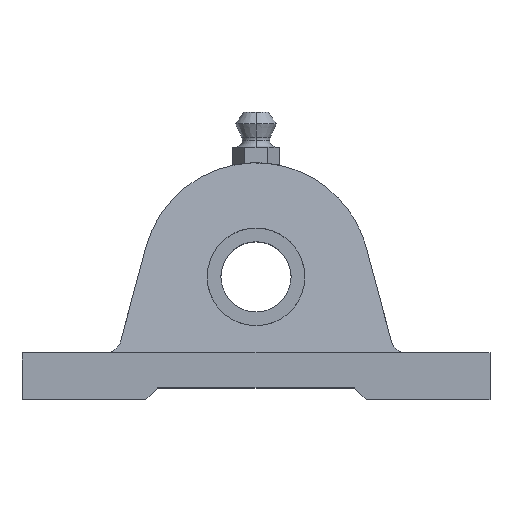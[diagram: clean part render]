
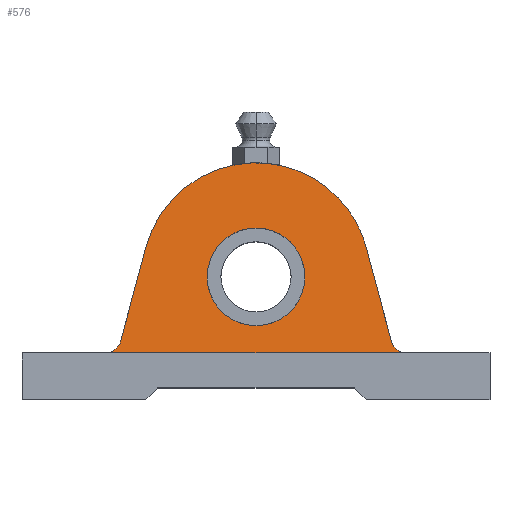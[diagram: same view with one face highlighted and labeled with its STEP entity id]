
A CAD part, top view. The second image highlights one B-rep face of the part: STEP entity #576.
In plain terms, the highlighted planar face has unit normal (0, 0.139, 0.99).
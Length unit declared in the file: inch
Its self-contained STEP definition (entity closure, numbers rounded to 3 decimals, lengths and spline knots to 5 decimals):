
#6 = EDGE_CURVE ( 'NONE', #35, #20, #921, .T. ) ;
#16 = EDGE_CURVE ( 'NONE', #113, #18, #944, .T. ) ;
#18 = VERTEX_POINT ( 'NONE', #952 ) ;
#20 = VERTEX_POINT ( 'NONE', #943 ) ;
#35 = VERTEX_POINT ( 'NONE', #1007 ) ;
#40 = EDGE_CURVE ( 'NONE', #20, #80, #994, .T. ) ;
#41 = EDGE_CURVE ( 'NONE', #869, #868, #1005, .T. ) ;
#80 = VERTEX_POINT ( 'NONE', #1096 ) ;
#86 = EDGE_CURVE ( 'NONE', #80, #137, #1109, .T. ) ;
#113 = VERTEX_POINT ( 'NONE', #1563 ) ;
#125 = EDGE_CURVE ( 'NONE', #35, #18, #1568, .T. ) ;
#137 = VERTEX_POINT ( 'NONE', #1560 ) ;
#508 = EDGE_CURVE ( 'NONE', #137, #113, #1216, .T. ) ;
#523 = ORIENTED_EDGE ( 'NONE', *, *, #40, .F. ) ;
#524 = ORIENTED_EDGE ( 'NONE', *, *, #6, .F. ) ;
#528 = EDGE_LOOP ( 'NONE', ( #529, #593 ) ) ;
#529 = ORIENTED_EDGE ( 'NONE', *, *, #41, .T. ) ;
#530 = EDGE_LOOP ( 'NONE', ( #584, #587, #594, #595, #523, #524 ) ) ;
#576 = ADVANCED_FACE ( 'NONE', ( #1325, #1324 ), #1323, .F. ) ;
#584 = ORIENTED_EDGE ( 'NONE', *, *, #125, .T. ) ;
#587 = ORIENTED_EDGE ( 'NONE', *, *, #16, .F. ) ;
#593 = ORIENTED_EDGE ( 'NONE', *, *, #856, .T. ) ;
#594 = ORIENTED_EDGE ( 'NONE', *, *, #508, .F. ) ;
#595 = ORIENTED_EDGE ( 'NONE', *, *, #86, .F. ) ;
#856 = EDGE_CURVE ( 'NONE', #868, #869, #1965, .T. ) ;
#868 = VERTEX_POINT ( 'NONE', #2087 ) ;
#869 = VERTEX_POINT ( 'NONE', #2095 ) ;
#916 = CARTESIAN_POINT ( 'NONE',  ( -1.44635, -0.68897, 0.73264 ) ) ;
#917 = CARTESIAN_POINT ( 'NONE',  ( -1.46666, -0.76474, 0.74329 ) ) ;
#918 = CARTESIAN_POINT ( 'NONE',  ( -1.52889, -0.8125, 0.75 ) ) ;
#919 = CARTESIAN_POINT ( 'NONE',  ( -1.60734, -0.8125, 0.75 ) ) ;
#921 =( BOUNDED_CURVE ( )  B_SPLINE_CURVE ( 3, ( #919, #918, #917, #916 ),
 .UNSPECIFIED., .F., .F. ) 
 B_SPLINE_CURVE_WITH_KNOTS ( ( 4, 4 ),
 ( 3.14159, 4.45059 ),
 .UNSPECIFIED. ) 
 CURVE ( )  GEOMETRIC_REPRESENTATION_ITEM ( )  RATIONAL_B_SPLINE_CURVE ( ( 1., 0.862, 0.862, 1. ) ) 
 REPRESENTATION_ITEM ( '' )  );
#927 = CARTESIAN_POINT ( 'NONE',  ( 1.60734, -0.8125, 0.75 ) ) ;
#928 = CARTESIAN_POINT ( 'NONE',  ( 1.52889, -0.8125, 0.75 ) ) ;
#929 = CARTESIAN_POINT ( 'NONE',  ( 1.46666, -0.76474, 0.74329 ) ) ;
#930 = CARTESIAN_POINT ( 'NONE',  ( 1.44635, -0.68897, 0.73264 ) ) ;
#943 = CARTESIAN_POINT ( 'NONE',  ( -1.44635, -0.68897, 0.73264 ) ) ;
#944 =( BOUNDED_CURVE ( )  B_SPLINE_CURVE ( 3, ( #930, #929, #928, #927 ),
 .UNSPECIFIED., .F., .T. ) 
 B_SPLINE_CURVE_WITH_KNOTS ( ( 4, 4 ),
 ( 1.8326, 3.14159 ),
 .UNSPECIFIED. ) 
 CURVE ( )  GEOMETRIC_REPRESENTATION_ITEM ( )  RATIONAL_B_SPLINE_CURVE ( ( 1., 0.862, 0.862, 1. ) ) 
 REPRESENTATION_ITEM ( '' )  );
#952 = CARTESIAN_POINT ( 'NONE',  ( 1.60734, -0.8125, 0.75 ) ) ;
#992 = VECTOR ( 'NONE', #1001, 39.37008 ) ;
#993 = CARTESIAN_POINT ( 'NONE',  ( -1.18269, 0.29503, 0.59435 ) ) ;
#994 = LINE ( 'NONE', #993, #992 ) ;
#995 = CARTESIAN_POINT ( 'NONE',  ( 0.52125, 0., 0.63581 ) ) ;
#996 = CARTESIAN_POINT ( 'NONE',  ( 0.52125, 1.0425, 0.4893 ) ) ;
#997 = CARTESIAN_POINT ( 'NONE',  ( -0.52125, 1.0425, 0.4893 ) ) ;
#998 = CARTESIAN_POINT ( 'NONE',  ( -0.52125, 0., 0.63581 ) ) ;
#1001 = DIRECTION ( 'NONE',  ( 0.256, 0.957, -0.135 ) ) ;
#1005 =( BOUNDED_CURVE ( )  B_SPLINE_CURVE ( 3, ( #998, #997, #996, #995 ),
 .UNSPECIFIED., .F., .T. ) 
 B_SPLINE_CURVE_WITH_KNOTS ( ( 4, 4 ),
 ( 4.71239, 7.85398 ),
 .UNSPECIFIED. ) 
 CURVE ( )  GEOMETRIC_REPRESENTATION_ITEM ( )  RATIONAL_B_SPLINE_CURVE ( ( 1., 0.333, 0.333, 1. ) ) 
 REPRESENTATION_ITEM ( '' )  );
#1007 = CARTESIAN_POINT ( 'NONE',  ( -1.60734, -0.8125, 0.75 ) ) ;
#1096 = CARTESIAN_POINT ( 'NONE',  ( -1.17722, 0.31544, 0.59148 ) ) ;
#1108 = CARTESIAN_POINT ( 'NONE',  ( -1.17722, 0.31544, 0.59148 ) ) ;
#1109 =( BOUNDED_CURVE ( )  B_SPLINE_CURVE ( 3, ( #1108, #1110, #1112, #1111 ),
 .UNSPECIFIED., .F., .F. ) 
 B_SPLINE_CURVE_WITH_KNOTS ( ( 4, 4 ),
 ( 4.97419, 7.59218 ),
 .UNSPECIFIED. ) 
 CURVE ( )  GEOMETRIC_REPRESENTATION_ITEM ( )  RATIONAL_B_SPLINE_CURVE ( ( 1., 0.506, 0.506, 1. ) ) 
 REPRESENTATION_ITEM ( '' )  );
#1110 = CARTESIAN_POINT ( 'NONE',  ( -0.77569, 1.81396, 0.38088 ) ) ;
#1111 = CARTESIAN_POINT ( 'NONE',  ( 1.17722, 0.31544, 0.59148 ) ) ;
#1112 = CARTESIAN_POINT ( 'NONE',  ( 0.77569, 1.81396, 0.38088 ) ) ;
#1216 = LINE ( 'NONE', #1222, #1221 ) ;
#1220 = DIRECTION ( 'NONE',  ( 0.256, -0.957, 0.135 ) ) ;
#1221 = VECTOR ( 'NONE', #1220, 39.37008 ) ;
#1222 = CARTESIAN_POINT ( 'NONE',  ( 1.44695, -0.69121, 0.73295 ) ) ;
#1317 = DIRECTION ( 'NONE',  ( 0., 0.99, -0.139 ) ) ;
#1318 = DIRECTION ( 'NONE',  ( 0., -0.139, -0.99 ) ) ;
#1319 = CARTESIAN_POINT ( 'NONE',  ( -2.5, -0.8125, 0.75 ) ) ;
#1322 = AXIS2_PLACEMENT_3D ( 'NONE', #1319, #1318, #1317 ) ;
#1323 = PLANE ( 'NONE',  #1322 ) ;
#1324 = FACE_OUTER_BOUND ( 'NONE', #530, .T. ) ;
#1325 = FACE_BOUND ( 'NONE', #528, .T. ) ;
#1553 = DIRECTION ( 'NONE',  ( 1., 0., 0. ) ) ;
#1556 = VECTOR ( 'NONE', #1553, 39.37008 ) ;
#1558 = CARTESIAN_POINT ( 'NONE',  ( -2.5, -0.8125, 0.75 ) ) ;
#1560 = CARTESIAN_POINT ( 'NONE',  ( 1.17722, 0.31544, 0.59148 ) ) ;
#1563 = CARTESIAN_POINT ( 'NONE',  ( 1.44635, -0.68897, 0.73264 ) ) ;
#1568 = LINE ( 'NONE', #1558, #1556 ) ;
#1965 =( BOUNDED_CURVE ( )  B_SPLINE_CURVE ( 3, ( #1989, #1993, #1991, #1990 ),
 .UNSPECIFIED., .F., .T. ) 
 B_SPLINE_CURVE_WITH_KNOTS ( ( 4, 4 ),
 ( 1.5708, 4.71239 ),
 .UNSPECIFIED. ) 
 CURVE ( )  GEOMETRIC_REPRESENTATION_ITEM ( )  RATIONAL_B_SPLINE_CURVE ( ( 1., 0.333, 0.333, 1. ) ) 
 REPRESENTATION_ITEM ( '' )  );
#1989 = CARTESIAN_POINT ( 'NONE',  ( 0.52125, 0., 0.63581 ) ) ;
#1990 = CARTESIAN_POINT ( 'NONE',  ( -0.52125, 0., 0.63581 ) ) ;
#1991 = CARTESIAN_POINT ( 'NONE',  ( -0.52125, -1.0425, 0.78232 ) ) ;
#1993 = CARTESIAN_POINT ( 'NONE',  ( 0.52125, -1.0425, 0.78232 ) ) ;
#2087 = CARTESIAN_POINT ( 'NONE',  ( 0.52125, 0., 0.63581 ) ) ;
#2095 = CARTESIAN_POINT ( 'NONE',  ( -0.52125, 0., 0.63581 ) ) ;
